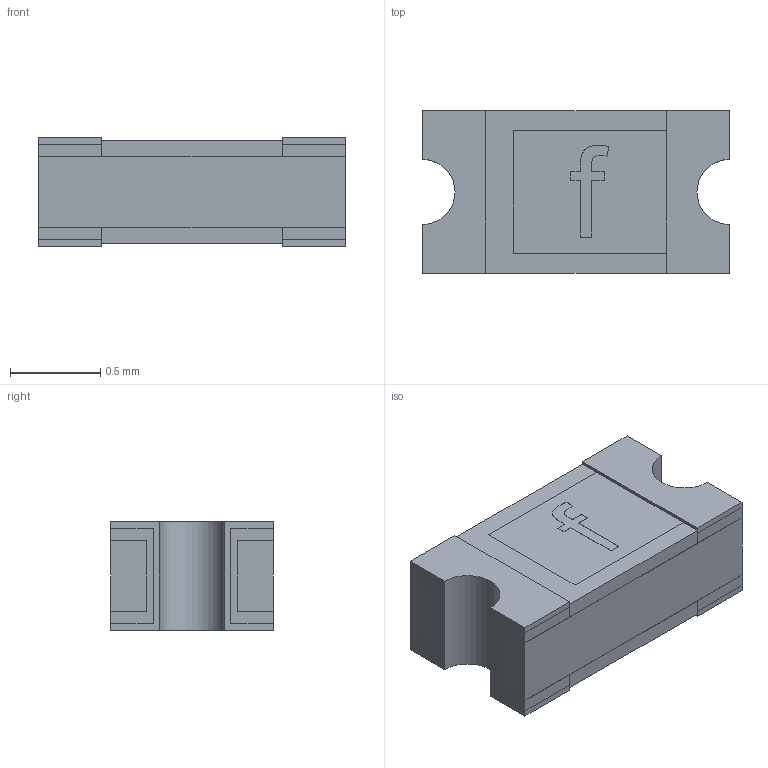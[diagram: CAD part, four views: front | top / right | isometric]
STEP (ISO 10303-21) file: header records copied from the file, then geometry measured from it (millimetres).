
FILE_DESCRIPTION(/* description */ ('STEP AP214'),/* implementation_level */ '2;1');
FILE_NAME(/* name */ '0ZCM0020FF2G',/* time_stamp */ '2024-08-12T16:39:40+02:00',/* author */ ('License CC BY-ND 4.0'),/* organization */ ('CADENAS'),/* preprocessor_version */ 'ST-DEVELOPER v19.3',/* originating_system */ 'PARTsolutions',/* authorisation */ ' ');
FILE_SCHEMA (('AUTOMOTIVE_DESIGN {1 0 10303 214 3 1 1}'));
Length unit declared in the file: millimetre
Products named in the file (12): 0ZCM0020FF2G; 0ZCM0020FF2G_PART1; 0ZCM0020FF2G_PART2; 0ZCM0020FF2G_PART3; 0ZCM0020FF2G_PART4; 0ZCM0020FF2G_PART5; 0ZCM0020FF2G_PART6; 0ZCM0020FF2G_PART7; 0ZCM0020FF2G_PART8; 0ZCM0020FF2G_PART9; 0ZCM0020FF2G_PART10; 0ZCM0020FF2G_PART11
Assembly tree (11 placements, depth 2):
  0ZCM0020FF2G
    0ZCM0020FF2G_PART1
    0ZCM0020FF2G_PART2
    0ZCM0020FF2G_PART3
    0ZCM0020FF2G_PART4
    0ZCM0020FF2G_PART5
    0ZCM0020FF2G_PART6
    0ZCM0020FF2G_PART7
    0ZCM0020FF2G_PART8
    0ZCM0020FF2G_PART9
    0ZCM0020FF2G_PART10
    0ZCM0020FF2G_PART11
Bounding box: 1.7 x 0.9 x 0.6 mm (x, y, z)
Volume: 0.8 mm3; surface area: 19.9 mm2
Topology: 11 solids, 11 shells, 148 faces, 378 edges, 252 vertices
Faces by surface type: plane 124, bspline 14, cylinder 10
Entity records: 4855 total; most frequent: CARTESIAN_POINT 1028, ORIENTED_EDGE 756, DIRECTION 662, EDGE_CURVE 378, LINE 330, VECTOR 330, VERTEX_POINT 252, AXIS2_PLACEMENT_3D 166
